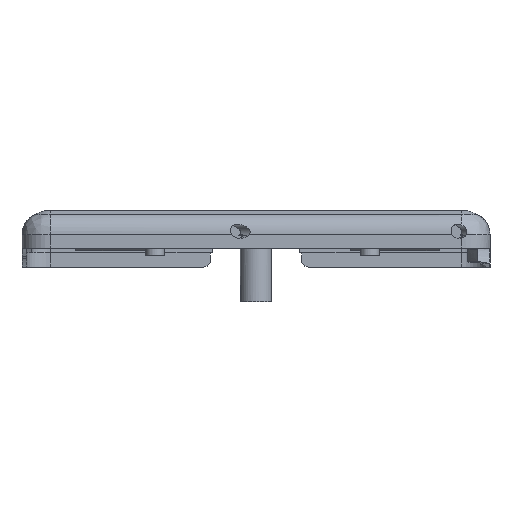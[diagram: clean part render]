
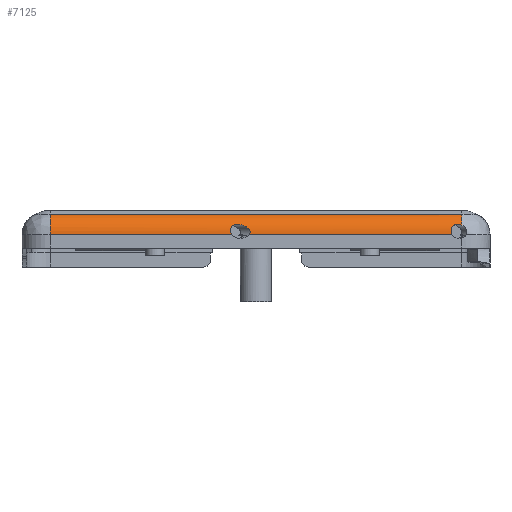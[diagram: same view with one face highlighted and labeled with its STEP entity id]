
A CAD part, front view. The second image highlights one B-rep face of the part: STEP entity #7125.
In plain terms, the highlighted cylindrical face has radius 3.5 mm (diameter 7 mm), a partial arc.
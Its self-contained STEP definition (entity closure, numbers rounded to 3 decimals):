
#162=B_SPLINE_CURVE_WITH_KNOTS('',3,(#10282,#10283,#10284,#10285,#10286,
#10287),.UNSPECIFIED.,.F.,.F.,(4,2,4),(0.146,0.161,
0.197),.UNSPECIFIED.);
#163=B_SPLINE_CURVE_WITH_KNOTS('',3,(#10290,#10291,#10292,#10293,#10294,
#10295,#10296,#10297,#10298,#10299,#10300,#10301,#10302,#10303,#10304,#10305,
#10306,#10307,#10308,#10309,#10310,#10311,#10312,#10313,#10314,#10315,#10316,
#10317),.UNSPECIFIED.,.F.,.F.,(4,2,2,2,2,2,2,2,2,2,2,2,2,4),(0.197,
0.234,0.272,0.299,0.327,
0.382,0.445,0.507,0.559,
0.585,0.612,0.631,0.65,
0.661),.UNSPECIFIED.);
#166=B_SPLINE_CURVE_WITH_KNOTS('',3,(#10408,#10409,#10410,#10411,#10412,
#10413),.UNSPECIFIED.,.F.,.F.,(4,2,4),(0.129,0.135,
0.179),.UNSPECIFIED.);
#167=B_SPLINE_CURVE_WITH_KNOTS('',3,(#10415,#10416,#10417,#10418,#10419,
#10420,#10421,#10422,#10423,#10424,#10425,#10426,#10427,#10428),
 .UNSPECIFIED.,.F.,.F.,(4,2,2,2,2,2,4),(0.179,0.221,
0.263,0.308,0.352,0.404,
0.41),.UNSPECIFIED.);
#225=CYLINDRICAL_SURFACE('',#7514,3.5);
#348=CIRCLE('',#7515,3.5);
#349=CIRCLE('',#7516,3.5);
#675=FACE_OUTER_BOUND('',#1051,.T.);
#1051=EDGE_LOOP('',(#4787,#4788,#4789,#4790,#4791,#4792,#4793,#4794,#4795));
#1542=LINE('',#10406,#2242);
#1543=LINE('',#10432,#2243);
#1544=LINE('',#10435,#2244);
#2242=VECTOR('',#8252,1000.);
#2243=VECTOR('',#8255,1000.);
#2244=VECTOR('',#8258,1000.);
#2925=VERTEX_POINT('',#10279);
#2926=VERTEX_POINT('',#10281);
#2927=VERTEX_POINT('',#10288);
#2947=VERTEX_POINT('',#10405);
#2948=VERTEX_POINT('',#10407);
#2949=VERTEX_POINT('',#10414);
#2950=VERTEX_POINT('',#10429);
#2951=VERTEX_POINT('',#10431);
#2952=VERTEX_POINT('',#10433);
#3648=EDGE_CURVE('',#2926,#2925,#162,.T.);
#3650=EDGE_CURVE('',#2925,#2927,#163,.T.);
#3677=EDGE_CURVE('',#2927,#2947,#1542,.T.);
#3678=EDGE_CURVE('',#2947,#2948,#166,.T.);
#3679=EDGE_CURVE('',#2948,#2949,#167,.T.);
#3680=EDGE_CURVE('',#2949,#2950,#348,.T.);
#3681=EDGE_CURVE('',#2950,#2951,#1543,.T.);
#3682=EDGE_CURVE('',#2952,#2951,#349,.T.);
#3683=EDGE_CURVE('',#2952,#2926,#1544,.T.);
#4787=ORIENTED_EDGE('',*,*,#3648,.T.);
#4788=ORIENTED_EDGE('',*,*,#3650,.T.);
#4789=ORIENTED_EDGE('',*,*,#3677,.T.);
#4790=ORIENTED_EDGE('',*,*,#3678,.T.);
#4791=ORIENTED_EDGE('',*,*,#3679,.T.);
#4792=ORIENTED_EDGE('',*,*,#3680,.T.);
#4793=ORIENTED_EDGE('',*,*,#3681,.T.);
#4794=ORIENTED_EDGE('',*,*,#3682,.F.);
#4795=ORIENTED_EDGE('',*,*,#3683,.T.);
#7125=ADVANCED_FACE('',(#675),#225,.T.);
#7514=AXIS2_PLACEMENT_3D('',#10404,#8250,#8251);
#7515=AXIS2_PLACEMENT_3D('',#10430,#8253,#8254);
#7516=AXIS2_PLACEMENT_3D('',#10434,#8256,#8257);
#8250=DIRECTION('center_axis',(1.,0.,0.));
#8251=DIRECTION('ref_axis',(0.,-0.828,0.561));
#8252=DIRECTION('',(1.,0.,0.));
#8253=DIRECTION('center_axis',(-1.,0.,0.));
#8254=DIRECTION('ref_axis',(0.,-1.,0.));
#8255=DIRECTION('',(-1.,0.,0.));
#8256=DIRECTION('center_axis',(-1.,0.,0.));
#8257=DIRECTION('ref_axis',(0.,-1.,0.));
#8258=DIRECTION('',(1.,0.,0.));
#10279=CARTESIAN_POINT('',(-282.487,-60.474,59.815));
#10281=CARTESIAN_POINT('',(-282.289,-60.509,59.324));
#10282=CARTESIAN_POINT('Ctrl Pts',(-282.289,-60.509,
59.324));
#10283=CARTESIAN_POINT('Ctrl Pts',(-282.321,-60.509,
59.369));
#10284=CARTESIAN_POINT('Ctrl Pts',(-282.348,-60.508,59.415));
#10285=CARTESIAN_POINT('Ctrl Pts',(-282.426,-60.502,
59.564));
#10286=CARTESIAN_POINT('Ctrl Pts',(-282.471,-60.49,
59.699));
#10287=CARTESIAN_POINT('Ctrl Pts',(-282.487,-60.474,59.815));
#10288=CARTESIAN_POINT('',(-279.499,-60.509,59.324));
#10290=CARTESIAN_POINT('Ctrl Pts',(-282.487,-60.474,59.815));
#10291=CARTESIAN_POINT('Ctrl Pts',(-282.505,-60.457,59.937));
#10292=CARTESIAN_POINT('Ctrl Pts',(-282.5,-60.43,
60.071));
#10293=CARTESIAN_POINT('Ctrl Pts',(-282.434,-60.367,
60.319));
#10294=CARTESIAN_POINT('Ctrl Pts',(-282.373,-60.329,60.435));
#10295=CARTESIAN_POINT('Ctrl Pts',(-282.238,-60.271,
60.595));
#10296=CARTESIAN_POINT('Ctrl Pts',(-282.17,-60.246,60.655));
#10297=CARTESIAN_POINT('Ctrl Pts',(-282.017,-60.203,
60.756));
#10298=CARTESIAN_POINT('Ctrl Pts',(-281.932,-60.184,
60.796));
#10299=CARTESIAN_POINT('Ctrl Pts',(-281.662,-60.14,
60.89));
#10300=CARTESIAN_POINT('Ctrl Pts',(-281.462,-60.127,
60.915));
#10301=CARTESIAN_POINT('Ctrl Pts',(-281.07,-60.127,
60.915));
#10302=CARTESIAN_POINT('Ctrl Pts',(-280.847,-60.142,60.885));
#10303=CARTESIAN_POINT('Ctrl Pts',(-280.417,-60.195,
60.773));
#10304=CARTESIAN_POINT('Ctrl Pts',(-280.209,-60.233,
60.691));
#10305=CARTESIAN_POINT('Ctrl Pts',(-279.88,-60.303,60.509));
#10306=CARTESIAN_POINT('Ctrl Pts',(-279.727,-60.342,
60.401));
#10307=CARTESIAN_POINT('Ctrl Pts',(-279.546,-60.397,60.204));
#10308=CARTESIAN_POINT('Ctrl Pts',(-279.493,-60.415,
60.133));
#10309=CARTESIAN_POINT('Ctrl Pts',(-279.411,-60.447,
59.981));
#10310=CARTESIAN_POINT('Ctrl Pts',(-279.383,-60.462,
59.9));
#10311=CARTESIAN_POINT('Ctrl Pts',(-279.362,-60.483,
59.751));
#10312=CARTESIAN_POINT('Ctrl Pts',(-279.362,-60.491,
59.681));
#10313=CARTESIAN_POINT('Ctrl Pts',(-279.386,-60.502,
59.545));
#10314=CARTESIAN_POINT('Ctrl Pts',(-279.411,-60.506,59.479));
#10315=CARTESIAN_POINT('Ctrl Pts',(-279.457,-60.508,
59.389));
#10316=CARTESIAN_POINT('Ctrl Pts',(-279.477,-60.509,
59.356));
#10317=CARTESIAN_POINT('Ctrl Pts',(-279.499,-60.509,
59.324));
#10404=CARTESIAN_POINT('Origin',(-278.431,-57.009,59.324));
#10405=CARTESIAN_POINT('',(-247.399,-60.509,59.324));
#10406=CARTESIAN_POINT('',(-278.431,-60.509,59.324));
#10407=CARTESIAN_POINT('',(-247.55,-60.474,59.815));
#10408=CARTESIAN_POINT('Ctrl Pts',(-247.399,-60.509,
59.324));
#10409=CARTESIAN_POINT('Ctrl Pts',(-247.41,-60.509,
59.344));
#10410=CARTESIAN_POINT('Ctrl Pts',(-247.421,-60.508,
59.365));
#10411=CARTESIAN_POINT('Ctrl Pts',(-247.499,-60.506,
59.522));
#10412=CARTESIAN_POINT('Ctrl Pts',(-247.539,-60.494,59.673));
#10413=CARTESIAN_POINT('Ctrl Pts',(-247.55,-60.474,59.815));
#10414=CARTESIAN_POINT('',(-245.879,-60.175,60.816));
#10415=CARTESIAN_POINT('Ctrl Pts',(-247.55,-60.474,59.815));
#10416=CARTESIAN_POINT('Ctrl Pts',(-247.562,-60.454,
59.953));
#10417=CARTESIAN_POINT('Ctrl Pts',(-247.547,-60.424,
60.102));
#10418=CARTESIAN_POINT('Ctrl Pts',(-247.459,-60.35,60.376));
#10419=CARTESIAN_POINT('Ctrl Pts',(-247.386,-60.306,
60.502));
#10420=CARTESIAN_POINT('Ctrl Pts',(-247.196,-60.226,
60.706));
#10421=CARTESIAN_POINT('Ctrl Pts',(-247.068,-60.186,
60.792));
#10422=CARTESIAN_POINT('Ctrl Pts',(-246.779,-60.133,
60.903));
#10423=CARTESIAN_POINT('Ctrl Pts',(-246.619,-60.12,
60.927));
#10424=CARTESIAN_POINT('Ctrl Pts',(-246.299,-60.12,
60.927));
#10425=CARTESIAN_POINT('Ctrl Pts',(-246.117,-60.137,
60.896));
#10426=CARTESIAN_POINT('Ctrl Pts',(-245.922,-60.168,
60.831));
#10427=CARTESIAN_POINT('Ctrl Pts',(-245.901,-60.171,60.824));
#10428=CARTESIAN_POINT('Ctrl Pts',(-245.879,-60.175,
60.816));
#10429=CARTESIAN_POINT('',(-245.879,-58.308,62.574));
#10430=CARTESIAN_POINT('Origin',(-245.879,-57.009,59.324));
#10431=CARTESIAN_POINT('',(-310.983,-58.308,62.574));
#10432=CARTESIAN_POINT('',(-278.431,-58.308,62.574));
#10433=CARTESIAN_POINT('',(-310.983,-60.509,59.324));
#10434=CARTESIAN_POINT('Origin',(-310.983,-57.009,59.324));
#10435=CARTESIAN_POINT('',(-278.431,-60.509,59.324));
